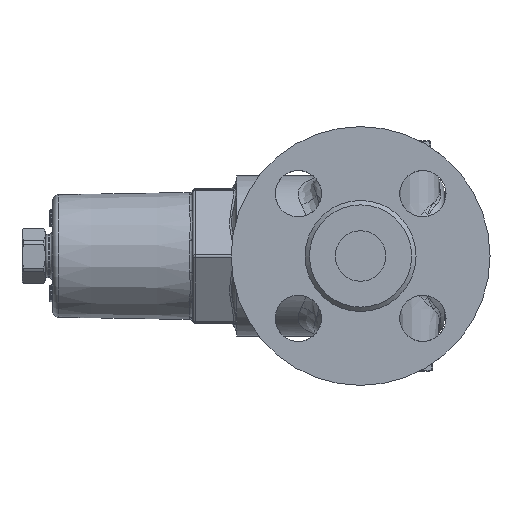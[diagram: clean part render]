
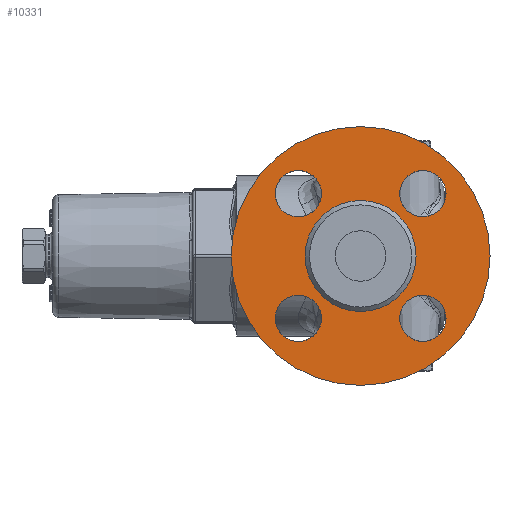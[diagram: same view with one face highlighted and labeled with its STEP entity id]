
A CAD part, left-side view. The second image highlights one B-rep face of the part: STEP entity #10331.
In plain terms, the highlighted planar face has unit normal (-1, 0, 0).
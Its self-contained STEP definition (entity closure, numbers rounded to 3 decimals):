
#436=PLANE('',#11017);
#595=FACE_BOUND('',#1331,.T.);
#596=FACE_BOUND('',#1332,.T.);
#597=FACE_BOUND('',#1333,.T.);
#598=FACE_BOUND('',#1334,.T.);
#599=FACE_BOUND('',#1335,.T.);
#698=FACE_OUTER_BOUND('',#1330,.T.);
#1330=EDGE_LOOP('',(#6615));
#1331=EDGE_LOOP('',(#6616));
#1332=EDGE_LOOP('',(#6617));
#1333=EDGE_LOOP('',(#6618));
#1334=EDGE_LOOP('',(#6619));
#1335=EDGE_LOOP('',(#6620));
#2861=CIRCLE('',#10977,7.95);
#2863=CIRCLE('',#10980,44.45);
#2871=CIRCLE('',#10991,7.95);
#2872=CIRCLE('',#10993,7.95);
#2878=CIRCLE('',#11002,7.95);
#2886=CIRCLE('',#11016,19.05);
#3821=VERTEX_POINT('',#14267);
#3827=VERTEX_POINT('',#14323);
#3864=VERTEX_POINT('',#15689);
#3867=VERTEX_POINT('',#15733);
#3877=VERTEX_POINT('',#15868);
#3889=VERTEX_POINT('',#15943);
#4860=EDGE_CURVE('',#3821,#3821,#2861,.T.);
#4868=EDGE_CURVE('',#3827,#3827,#2863,.T.);
#4915=EDGE_CURVE('',#3864,#3864,#2871,.T.);
#4919=EDGE_CURVE('',#3867,#3867,#2872,.T.);
#4930=EDGE_CURVE('',#3877,#3877,#2878,.T.);
#4945=EDGE_CURVE('',#3889,#3889,#2886,.T.);
#6615=ORIENTED_EDGE('',*,*,#4868,.T.);
#6616=ORIENTED_EDGE('',*,*,#4915,.T.);
#6617=ORIENTED_EDGE('',*,*,#4860,.T.);
#6618=ORIENTED_EDGE('',*,*,#4930,.T.);
#6619=ORIENTED_EDGE('',*,*,#4919,.T.);
#6620=ORIENTED_EDGE('',*,*,#4945,.F.);
#10331=ADVANCED_FACE('',(#698,#595,#596,#597,#598,#599),#436,.F.);
#10977=AXIS2_PLACEMENT_3D('',#14268,#11744,#11745);
#10980=AXIS2_PLACEMENT_3D('',#14325,#11752,#11753);
#10991=AXIS2_PLACEMENT_3D('',#15690,#11776,#11777);
#10993=AXIS2_PLACEMENT_3D('',#15734,#11781,#11782);
#11002=AXIS2_PLACEMENT_3D('',#15869,#11800,#11801);
#11016=AXIS2_PLACEMENT_3D('',#15944,#11831,#11832);
#11017=AXIS2_PLACEMENT_3D('',#15946,#11834,#11835);
#11744=DIRECTION('center_axis',(1.,0.,0.));
#11745=DIRECTION('ref_axis',(0.,0.,-1.));
#11752=DIRECTION('center_axis',(-1.,0.,0.));
#11753=DIRECTION('ref_axis',(0.,0.,1.));
#11776=DIRECTION('center_axis',(1.,0.,0.));
#11777=DIRECTION('ref_axis',(0.,1.,0.));
#11781=DIRECTION('center_axis',(1.,0.,0.));
#11782=DIRECTION('ref_axis',(0.,0.,1.));
#11800=DIRECTION('center_axis',(1.,0.,0.));
#11801=DIRECTION('ref_axis',(0.,-1.,0.));
#11831=DIRECTION('center_axis',(-1.,0.,0.));
#11832=DIRECTION('ref_axis',(0.,0.,1.));
#11834=DIRECTION('center_axis',(1.,0.,0.));
#11835=DIRECTION('ref_axis',(0.,0.,-1.));
#14267=CARTESIAN_POINT('',(-63.5,-21.39,-13.44));
#14268=CARTESIAN_POINT('Origin',(-63.5,-21.39,-21.39));
#14323=CARTESIAN_POINT('',(-63.5,-44.45,0.));
#14325=CARTESIAN_POINT('Origin',(-63.5,0.,0.));
#15689=CARTESIAN_POINT('',(-63.5,13.44,-21.39));
#15690=CARTESIAN_POINT('Origin',(-63.5,21.39,-21.39));
#15733=CARTESIAN_POINT('',(-63.5,21.39,13.44));
#15734=CARTESIAN_POINT('Origin',(-63.5,21.39,21.39));
#15868=CARTESIAN_POINT('',(-63.5,-13.44,21.39));
#15869=CARTESIAN_POINT('Origin',(-63.5,-21.39,21.39));
#15943=CARTESIAN_POINT('',(-63.5,-19.05,0.));
#15944=CARTESIAN_POINT('Origin',(-63.5,0.,0.));
#15946=CARTESIAN_POINT('Origin',(-63.5,44.45,0.));
